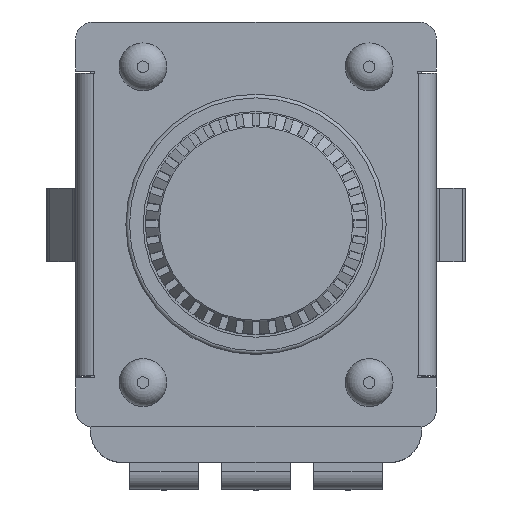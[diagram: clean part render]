
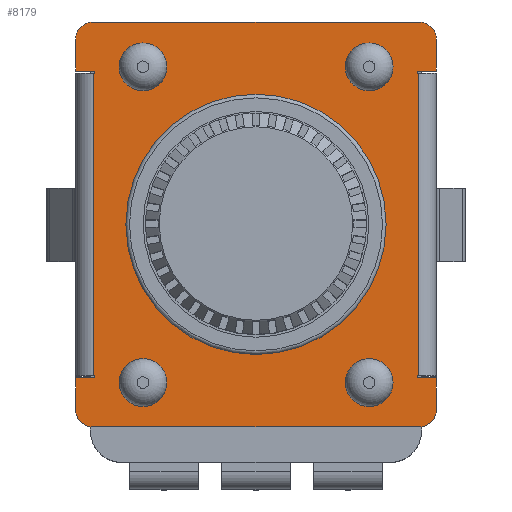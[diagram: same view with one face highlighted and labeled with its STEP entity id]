
A CAD part, top view. The second image highlights one B-rep face of the part: STEP entity #8179.
In plain terms, the highlighted planar face has unit normal (0, 0, 1).
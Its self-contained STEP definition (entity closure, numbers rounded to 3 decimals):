
#193=CIRCLE('',#8514,0.467);
#194=CIRCLE('',#8515,0.467);
#195=CIRCLE('',#8516,0.467);
#196=CIRCLE('',#8517,0.467);
#197=CIRCLE('',#8518,3.536);
#198=CIRCLE('',#8519,0.65);
#199=CIRCLE('',#8520,0.65);
#200=CIRCLE('',#8521,0.65);
#201=CIRCLE('',#8522,0.65);
#410=ORIENTED_EDGE('',*,*,#2204,.F.);
#411=ORIENTED_EDGE('',*,*,#2205,.T.);
#412=ORIENTED_EDGE('',*,*,#2206,.F.);
#413=ORIENTED_EDGE('',*,*,#2207,.T.);
#414=ORIENTED_EDGE('',*,*,#2200,.T.);
#415=ORIENTED_EDGE('',*,*,#2208,.T.);
#416=ORIENTED_EDGE('',*,*,#2209,.T.);
#417=ORIENTED_EDGE('',*,*,#2210,.T.);
#418=ORIENTED_EDGE('',*,*,#2211,.T.);
#419=ORIENTED_EDGE('',*,*,#2212,.F.);
#420=ORIENTED_EDGE('',*,*,#2213,.F.);
#421=ORIENTED_EDGE('',*,*,#2214,.F.);
#422=ORIENTED_EDGE('',*,*,#2215,.T.);
#423=ORIENTED_EDGE('',*,*,#2216,.T.);
#424=ORIENTED_EDGE('',*,*,#2217,.T.);
#425=ORIENTED_EDGE('',*,*,#2218,.T.);
#426=ORIENTED_EDGE('',*,*,#2180,.F.);
#427=ORIENTED_EDGE('',*,*,#2219,.T.);
#428=ORIENTED_EDGE('',*,*,#2220,.T.);
#429=ORIENTED_EDGE('',*,*,#2221,.T.);
#430=ORIENTED_EDGE('',*,*,#2222,.T.);
#431=ORIENTED_EDGE('',*,*,#2223,.F.);
#432=ORIENTED_EDGE('',*,*,#2224,.F.);
#433=ORIENTED_EDGE('',*,*,#2225,.F.);
#434=ORIENTED_EDGE('',*,*,#2226,.F.);
#435=ORIENTED_EDGE('',*,*,#2227,.T.);
#436=ORIENTED_EDGE('',*,*,#2228,.T.);
#437=ORIENTED_EDGE('',*,*,#2229,.T.);
#438=ORIENTED_EDGE('',*,*,#2230,.T.);
#2180=EDGE_CURVE('',#3077,#3078,#3682,.T.);
#2200=EDGE_CURVE('',#3097,#3098,#3702,.T.);
#2204=EDGE_CURVE('',#3101,#3102,#3706,.T.);
#2205=EDGE_CURVE('',#3101,#3103,#193,.T.);
#2206=EDGE_CURVE('',#3104,#3103,#3707,.T.);
#2207=EDGE_CURVE('',#3104,#3097,#194,.T.);
#2208=EDGE_CURVE('',#3098,#3105,#3708,.T.);
#2209=EDGE_CURVE('',#3105,#3106,#3709,.T.);
#2210=EDGE_CURVE('',#3106,#3107,#3710,.T.);
#2211=EDGE_CURVE('',#3107,#3108,#3711,.T.);
#2212=EDGE_CURVE('',#3109,#3108,#3712,.T.);
#2213=EDGE_CURVE('',#3110,#3109,#3713,.T.);
#2214=EDGE_CURVE('',#3111,#3110,#3714,.T.);
#2215=EDGE_CURVE('',#3111,#3112,#3715,.T.);
#2216=EDGE_CURVE('',#3112,#3113,#195,.T.);
#2217=EDGE_CURVE('',#3113,#3114,#3716,.T.);
#2218=EDGE_CURVE('',#3114,#3078,#196,.T.);
#2219=EDGE_CURVE('',#3077,#3115,#3717,.T.);
#2220=EDGE_CURVE('',#3115,#3116,#3718,.T.);
#2221=EDGE_CURVE('',#3116,#3117,#3719,.T.);
#2222=EDGE_CURVE('',#3117,#3118,#3720,.F.);
#2223=EDGE_CURVE('',#3119,#3118,#3721,.T.);
#2224=EDGE_CURVE('',#3120,#3119,#3722,.T.);
#2225=EDGE_CURVE('',#3102,#3120,#3723,.T.);
#2226=EDGE_CURVE('',#3121,#3121,#197,.T.);
#2227=EDGE_CURVE('',#3122,#3122,#198,.T.);
#2228=EDGE_CURVE('',#3123,#3123,#199,.T.);
#2229=EDGE_CURVE('',#3124,#3124,#200,.T.);
#2230=EDGE_CURVE('',#3125,#3125,#201,.T.);
#3077=VERTEX_POINT('',#10665);
#3078=VERTEX_POINT('',#10666);
#3097=VERTEX_POINT('',#10707);
#3098=VERTEX_POINT('',#10708);
#3101=VERTEX_POINT('',#10716);
#3102=VERTEX_POINT('',#10717);
#3103=VERTEX_POINT('',#10719);
#3104=VERTEX_POINT('',#10721);
#3105=VERTEX_POINT('',#10724);
#3106=VERTEX_POINT('',#10726);
#3107=VERTEX_POINT('',#10728);
#3108=VERTEX_POINT('',#10730);
#3109=VERTEX_POINT('',#10732);
#3110=VERTEX_POINT('',#10734);
#3111=VERTEX_POINT('',#10736);
#3112=VERTEX_POINT('',#10738);
#3113=VERTEX_POINT('',#10740);
#3114=VERTEX_POINT('',#10742);
#3115=VERTEX_POINT('',#10745);
#3116=VERTEX_POINT('',#10747);
#3117=VERTEX_POINT('',#10749);
#3118=VERTEX_POINT('',#10751);
#3119=VERTEX_POINT('',#10753);
#3120=VERTEX_POINT('',#10755);
#3121=VERTEX_POINT('',#10758);
#3122=VERTEX_POINT('',#10760);
#3123=VERTEX_POINT('',#10762);
#3124=VERTEX_POINT('',#10764);
#3125=VERTEX_POINT('',#10766);
#3682=LINE('',#10664,#4282);
#3702=LINE('',#10706,#4302);
#3706=LINE('',#10715,#4306);
#3707=LINE('',#10720,#4307);
#3708=LINE('',#10723,#4308);
#3709=LINE('',#10725,#4309);
#3710=LINE('',#10727,#4310);
#3711=LINE('',#10729,#4311);
#3712=LINE('',#10731,#4312);
#3713=LINE('',#10733,#4313);
#3714=LINE('',#10735,#4314);
#3715=LINE('',#10737,#4315);
#3716=LINE('',#10741,#4316);
#3717=LINE('',#10744,#4317);
#3718=LINE('',#10746,#4318);
#3719=LINE('',#10748,#4319);
#3720=LINE('',#10750,#4320);
#3721=LINE('',#10752,#4321);
#3722=LINE('',#10754,#4322);
#3723=LINE('',#10756,#4323);
#4282=VECTOR('',#9037,1000.);
#4302=VECTOR('',#9061,1000.);
#4306=VECTOR('',#9067,1000.);
#4307=VECTOR('',#9070,1000.);
#4308=VECTOR('',#9073,1000.);
#4309=VECTOR('',#9074,1000.);
#4310=VECTOR('',#9075,1000.);
#4311=VECTOR('',#9076,1000.);
#4312=VECTOR('',#9077,1000.);
#4313=VECTOR('',#9078,1000.);
#4314=VECTOR('',#9079,1000.);
#4315=VECTOR('',#9080,1000.);
#4316=VECTOR('',#9083,1000.);
#4317=VECTOR('',#9086,1000.);
#4318=VECTOR('',#9087,1000.);
#4319=VECTOR('',#9088,1000.);
#4320=VECTOR('',#9089,1000.);
#4321=VECTOR('',#9090,1000.);
#4322=VECTOR('',#9091,1000.);
#4323=VECTOR('',#9092,1000.);
#4870=EDGE_LOOP('',(#410,#411,#412,#413,#414,#415,#416,#417,#418,#419,#420,
#421,#422,#423,#424,#425,#426,#427,#428,#429,#430,#431,#432,#433));
#4871=EDGE_LOOP('',(#434));
#4872=EDGE_LOOP('',(#435));
#4873=EDGE_LOOP('',(#436));
#4874=EDGE_LOOP('',(#437));
#4875=EDGE_LOOP('',(#438));
#5234=FACE_BOUND('',#4870,.T.);
#5235=FACE_BOUND('',#4871,.T.);
#5236=FACE_BOUND('',#4872,.T.);
#5237=FACE_BOUND('',#4873,.T.);
#5238=FACE_BOUND('',#4874,.T.);
#5239=FACE_BOUND('',#4875,.T.);
#5598=PLANE('',#8513);
#8179=ADVANCED_FACE('',(#5234,#5235,#5236,#5237,#5238,#5239),#5598,.T.);
#8513=AXIS2_PLACEMENT_3D('',#10714,#9065,#9066);
#8514=AXIS2_PLACEMENT_3D('',#10718,#9068,#9069);
#8515=AXIS2_PLACEMENT_3D('',#10722,#9071,#9072);
#8516=AXIS2_PLACEMENT_3D('',#10739,#9081,#9082);
#8517=AXIS2_PLACEMENT_3D('',#10743,#9084,#9085);
#8518=AXIS2_PLACEMENT_3D('',#10757,#9093,#9094);
#8519=AXIS2_PLACEMENT_3D('',#10759,#9095,#9096);
#8520=AXIS2_PLACEMENT_3D('',#10761,#9097,#9098);
#8521=AXIS2_PLACEMENT_3D('',#10763,#9099,#9100);
#8522=AXIS2_PLACEMENT_3D('',#10765,#9101,#9102);
#9037=DIRECTION('',(0.,1.,0.));
#9061=DIRECTION('',(0.,1.,0.));
#9065=DIRECTION('',(0.,0.,1.));
#9066=DIRECTION('',(1.,0.,0.));
#9067=DIRECTION('',(0.,1.,0.));
#9068=DIRECTION('',(0.,0.,1.));
#9069=DIRECTION('',(1.,0.,0.));
#9070=DIRECTION('',(-1.,0.,0.));
#9071=DIRECTION('',(0.,0.,1.));
#9072=DIRECTION('',(1.,0.,0.));
#9073=DIRECTION('',(-1.,0.,0.));
#9074=DIRECTION('',(0.,1.,0.));
#9075=DIRECTION('',(1.,0.,0.));
#9076=DIRECTION('',(0.,1.,0.));
#9077=DIRECTION('',(1.,0.,0.));
#9078=DIRECTION('',(0.,-1.,0.));
#9079=DIRECTION('',(-1.,0.,0.));
#9080=DIRECTION('',(0.,1.,0.));
#9081=DIRECTION('',(0.,0.,1.));
#9082=DIRECTION('',(1.,0.,0.));
#9083=DIRECTION('',(-1.,0.,0.));
#9084=DIRECTION('',(0.,0.,1.));
#9085=DIRECTION('',(1.,0.,0.));
#9086=DIRECTION('',(1.,0.,0.));
#9087=DIRECTION('',(0.,-1.,0.));
#9088=DIRECTION('',(-1.,0.,0.));
#9089=DIRECTION('',(0.,1.,0.));
#9090=DIRECTION('',(-1.,0.,0.));
#9091=DIRECTION('',(0.,1.,0.));
#9092=DIRECTION('',(1.,0.,0.));
#9093=DIRECTION('',(0.,0.,1.));
#9094=DIRECTION('',(1.,0.,0.));
#9095=DIRECTION('',(0.,0.,-1.));
#9096=DIRECTION('',(0.,-1.,0.));
#9097=DIRECTION('',(0.,0.,-1.));
#9098=DIRECTION('',(0.,-1.,0.));
#9099=DIRECTION('',(0.,0.,-1.));
#9100=DIRECTION('',(0.,-1.,0.));
#9101=DIRECTION('',(0.,0.,-1.));
#9102=DIRECTION('',(0.,-1.,0.));
#10664=CARTESIAN_POINT('',(-4.9,-5.5,-13.2));
#10665=CARTESIAN_POINT('',(-4.9,4.167,-13.2));
#10666=CARTESIAN_POINT('',(-4.9,5.033,-13.2));
#10706=CARTESIAN_POINT('',(4.9,5.5,-13.2));
#10707=CARTESIAN_POINT('',(4.9,-5.033,-13.2));
#10708=CARTESIAN_POINT('',(4.9,-4.167,-13.2));
#10714=CARTESIAN_POINT('',(20.956,-5.5,-13.2));
#10715=CARTESIAN_POINT('',(-4.9,-5.5,-13.2));
#10716=CARTESIAN_POINT('',(-4.9,-5.033,-13.2));
#10717=CARTESIAN_POINT('',(-4.9,-4.167,-13.2));
#10718=CARTESIAN_POINT('',(-4.433,-5.033,-13.2));
#10719=CARTESIAN_POINT('',(-4.433,-5.5,-13.2));
#10720=CARTESIAN_POINT('',(20.956,-5.5,-13.2));
#10721=CARTESIAN_POINT('',(4.433,-5.5,-13.2));
#10722=CARTESIAN_POINT('',(4.433,-5.033,-13.2));
#10723=CARTESIAN_POINT('',(20.956,-4.167,-13.2));
#10724=CARTESIAN_POINT('',(4.395,-4.167,-13.2));
#10725=CARTESIAN_POINT('',(4.395,-5.5,-13.2));
#10726=CARTESIAN_POINT('',(4.395,-4.111,-13.2));
#10727=CARTESIAN_POINT('',(20.956,-4.111,-13.2));
#10728=CARTESIAN_POINT('',(4.408,-4.111,-13.2));
#10729=CARTESIAN_POINT('',(4.408,4.111,-13.2));
#10730=CARTESIAN_POINT('',(4.408,4.111,-13.2));
#10731=CARTESIAN_POINT('',(20.956,4.111,-13.2));
#10732=CARTESIAN_POINT('',(4.395,4.111,-13.2));
#10733=CARTESIAN_POINT('',(4.395,-5.5,-13.2));
#10734=CARTESIAN_POINT('',(4.395,4.167,-13.2));
#10735=CARTESIAN_POINT('',(20.956,4.167,-13.2));
#10736=CARTESIAN_POINT('',(4.9,4.167,-13.2));
#10737=CARTESIAN_POINT('',(4.9,5.5,-13.2));
#10738=CARTESIAN_POINT('',(4.9,5.033,-13.2));
#10739=CARTESIAN_POINT('',(4.433,5.033,-13.2));
#10740=CARTESIAN_POINT('',(4.433,5.5,-13.2));
#10741=CARTESIAN_POINT('',(-4.9,5.5,-13.2));
#10742=CARTESIAN_POINT('',(-4.433,5.5,-13.2));
#10743=CARTESIAN_POINT('',(-4.433,5.033,-13.2));
#10744=CARTESIAN_POINT('',(20.956,4.167,-13.2));
#10745=CARTESIAN_POINT('',(-4.395,4.167,-13.2));
#10746=CARTESIAN_POINT('',(-4.395,-5.5,-13.2));
#10747=CARTESIAN_POINT('',(-4.395,4.111,-13.2));
#10748=CARTESIAN_POINT('',(20.956,4.111,-13.2));
#10749=CARTESIAN_POINT('',(-4.408,4.111,-13.2));
#10750=CARTESIAN_POINT('',(-4.408,-4.111,-13.2));
#10751=CARTESIAN_POINT('',(-4.408,-4.111,-13.2));
#10752=CARTESIAN_POINT('',(20.956,-4.111,-13.2));
#10753=CARTESIAN_POINT('',(-4.395,-4.111,-13.2));
#10754=CARTESIAN_POINT('',(-4.395,-5.5,-13.2));
#10755=CARTESIAN_POINT('',(-4.395,-4.167,-13.2));
#10756=CARTESIAN_POINT('',(20.956,-4.167,-13.2));
#10757=CARTESIAN_POINT('',(0.,0.,
-13.2));
#10758=CARTESIAN_POINT('',(3.536,0.,-13.2));
#10759=CARTESIAN_POINT('',(-3.071,-4.299,-13.2));
#10760=CARTESIAN_POINT('',(-3.071,-4.949,-13.2));
#10761=CARTESIAN_POINT('',(3.075,-4.299,-13.2));
#10762=CARTESIAN_POINT('',(3.075,-4.949,-13.2));
#10763=CARTESIAN_POINT('',(3.075,4.281,-13.2));
#10764=CARTESIAN_POINT('',(3.075,3.631,-13.2));
#10765=CARTESIAN_POINT('',(-3.071,4.281,-13.2));
#10766=CARTESIAN_POINT('',(-3.071,3.631,-13.2));
